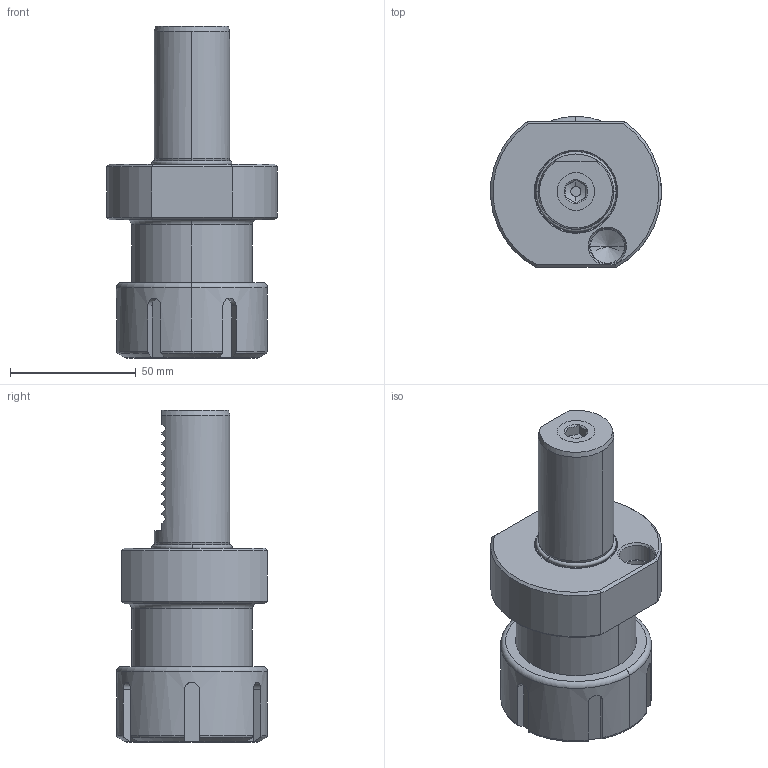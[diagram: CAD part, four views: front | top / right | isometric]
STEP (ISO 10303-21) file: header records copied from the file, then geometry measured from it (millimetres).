
FILE_DESCRIPTION((''),'2;1');
FILE_NAME('309_01_25','2020-12-03T',('101107'),(''),'CREO PARAMETRIC BY PTC INC, 2016260','CREO PARAMETRIC BY PTC INC, 2016260','');
FILE_SCHEMA(('CONFIG_CONTROL_DESIGN'));
Length unit declared in the file: millimetre
Products named in the file (1): 309_01_25
Bounding box: 67.95 x 60 x 132 mm (x, y, z)
Volume: 167438.9 mm3; surface area: 43633.4 mm2
Topology: 1 solids, 4 shells, 300 faces, 726 edges, 442 vertices
Faces by surface type: plane 99, cone 95, cylinder 66, torus 36, sphere 4
Entity records: 9381 total; most frequent: CARTESIAN_POINT 2499, ORIENTED_EDGE 1436, DIRECTION 1427, EDGE_CURVE 718, AXIS2_PLACEMENT_3D 582, VERTEX_POINT 442, EDGE_LOOP 322, FACE_OUTER_BOUND 300
